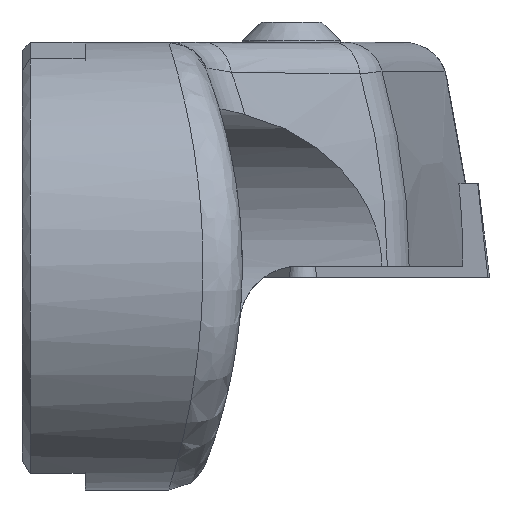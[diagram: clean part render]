
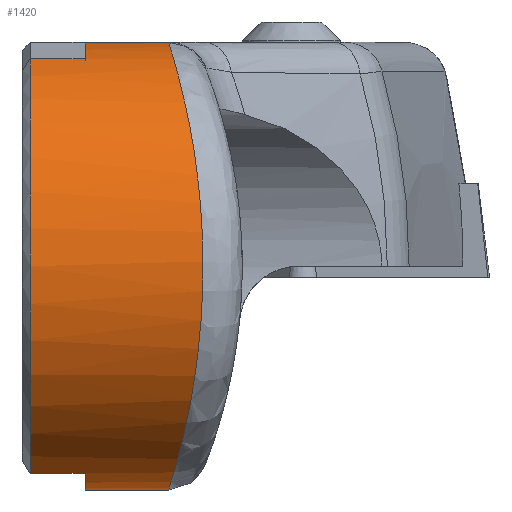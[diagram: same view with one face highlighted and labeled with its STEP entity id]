
A CAD part, left-side view. The second image highlights one B-rep face of the part: STEP entity #1420.
In plain terms, the highlighted cylindrical face has radius 5.7 mm (diameter 11.4 mm), a partial arc.
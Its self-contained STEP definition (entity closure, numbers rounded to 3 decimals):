
#618=VERTEX_POINT('NONE',#1784);
#628=VERTEX_POINT('NONE',#1797);
#656=EDGE_CURVE('NONE',#680,#1518,#1825,.F.);
#680=VERTEX_POINT('NONE',#1851);
#762=EDGE_CURVE('NONE',#628,#1224,#1937,.F.);
#768=EDGE_CURVE('NONE',#1670,#680,#1943,.F.);
#780=VERTEX_POINT('NONE',#1955);
#926=EDGE_CURVE('NONE',#1710,#1670,#2124,.T.);
#986=EDGE_CURVE('NONE',#618,#1048,#2188,.T.);
#1014=EDGE_CURVE('NONE',#780,#618,#2219,.T.);
#1048=VERTEX_POINT('NONE',#2255);
#1224=VERTEX_POINT('NONE',#2452);
#1420=ADVANCED_FACE('NONE',(#2671),#2672,.T.);
#1464=EDGE_CURVE('NONE',#780,#1518,#2720,.T.);
#1518=VERTEX_POINT('NONE',#2784);
#1670=VERTEX_POINT('NONE',#2949);
#1710=VERTEX_POINT('NONE',#2993);
#1722=EDGE_CURVE('NONE',#1048,#628,#3006,.F.);
#1746=EDGE_CURVE('NONE',#1224,#1710,#3031,.F.);
#1784=CARTESIAN_POINT('',(-0.459,-3.746,5.682));
#1797=CARTESIAN_POINT('',(0.,-1.6,5.7));
#1825=CIRCLE('',#3128,5.7);
#1851=CARTESIAN_POINT('',(-2.15,-1.6,-5.279));
#1937=CIRCLE('',#3786,5.7);
#1943=LINE('',#3793,#3794);
#1955=CARTESIAN_POINT('',(0.,-3.721,-5.7));
#2124=CIRCLE('',#5864,5.7);
#2188=B_SPLINE_CURVE_WITH_KNOTS('',3,(#5999,#6000,#6001,#6002),.UNSPECIFIED.,.F.,.F.,(4,4),(0.0,1.0),.UNSPECIFIED.);
#2219=B_SPLINE_CURVE_WITH_KNOTS('',3,(#6046,#6047,#6048,#6049,#6050,#6051,#6052,#6053,#6054,#6055,#6056,#6057,#6058,#6059,#6060,#6061,#6062,#6063,#6064,#6065,#6066,#6067,#6068,#6069,#6070,#6071,#6072,#6073,#6074,#6075,#6076),.UNSPECIFIED.,.F.,.F.,(4,3,3,3,3,3,3,3,3,3,4),(0.298,0.33,0.432,0.551,0.649,0.749,0.856,0.923,0.933,0.967,1.0),.UNSPECIFIED.);
#2255=CARTESIAN_POINT('',(0.,-3.746,5.7));
#2452=CARTESIAN_POINT('',(-2.15,-1.6,5.279));
#2671=FACE_OUTER_BOUND('',#9746,.T.);
#2672=CYLINDRICAL_SURFACE('',#9747,5.7);
#2720=LINE('',#9809,#9810);
#2784=CARTESIAN_POINT('',(0.,-1.6,-5.7));
#2949=CARTESIAN_POINT('',(-2.15,-0.2,-5.279));
#2993=CARTESIAN_POINT('',(-2.15,-0.2,5.279));
#3006=LINE('',#11800,#11801);
#3031=LINE('',#11852,#11853);
#3128=AXIS2_PLACEMENT_3D('',#11916,#11917,#11918);
#3786=AXIS2_PLACEMENT_3D('',#12007,#12008,#12009);
#3793=CARTESIAN_POINT('',(-2.15,-15.0,-5.279));
#3794=VECTOR('',#12010,1.0);
#5864=AXIS2_PLACEMENT_3D('',#12243,#12244,#12245);
#5999=CARTESIAN_POINT('',(-0.459,-3.746,5.682));
#6000=CARTESIAN_POINT('',(-0.306,-3.746,5.694));
#6001=CARTESIAN_POINT('',(-0.153,-3.746,5.7));
#6002=CARTESIAN_POINT('',(0.,-3.746,5.7));
#6046=CARTESIAN_POINT('',(0.,-3.721,-5.7));
#6047=CARTESIAN_POINT('',(-0.267,-3.721,-5.7));
#6048=CARTESIAN_POINT('',(-0.534,-3.727,-5.681));
#6049=CARTESIAN_POINT('',(-0.798,-3.738,-5.644));
#6050=CARTESIAN_POINT('',(-1.639,-3.776,-5.525));
#6051=CARTESIAN_POINT('',(-2.449,-3.875,-5.216));
#6052=CARTESIAN_POINT('',(-3.151,-3.996,-4.75));
#6053=CARTESIAN_POINT('',(-3.968,-4.137,-4.208));
#6054=CARTESIAN_POINT('',(-4.64,-4.305,-3.453));
#6055=CARTESIAN_POINT('',(-5.085,-4.425,-2.575));
#6056=CARTESIAN_POINT('',(-5.45,-4.524,-1.855));
#6057=CARTESIAN_POINT('',(-5.661,-4.589,-1.051));
#6058=CARTESIAN_POINT('',(-5.695,-4.599,-0.238));
#6059=CARTESIAN_POINT('',(-5.73,-4.609,0.6));
#6060=CARTESIAN_POINT('',(-5.577,-4.561,1.444));
#6061=CARTESIAN_POINT('',(-5.253,-4.471,2.212));
#6062=CARTESIAN_POINT('',(-4.911,-4.376,3.025));
#6063=CARTESIAN_POINT('',(-4.38,-4.236,3.752));
#6064=CARTESIAN_POINT('',(-3.715,-4.102,4.323));
#6065=CARTESIAN_POINT('',(-3.295,-4.017,4.684));
#6066=CARTESIAN_POINT('',(-2.823,-3.936,4.983));
#6067=CARTESIAN_POINT('',(-2.315,-3.871,5.209));
#6068=CARTESIAN_POINT('',(-2.235,-3.86,5.244));
#6069=CARTESIAN_POINT('',(-2.154,-3.85,5.278));
#6070=CARTESIAN_POINT('',(-2.072,-3.84,5.31));
#6071=CARTESIAN_POINT('',(-1.816,-3.81,5.41));
#6072=CARTESIAN_POINT('',(-1.553,-3.781,5.491));
#6073=CARTESIAN_POINT('',(-1.285,-3.767,5.553));
#6074=CARTESIAN_POINT('',(-1.013,-3.753,5.616));
#6075=CARTESIAN_POINT('',(-0.736,-3.753,5.659));
#6076=CARTESIAN_POINT('',(-0.459,-3.746,5.682));
#9746=EDGE_LOOP('',(#12866,#12867,#12868,#12869,#12870,#12871,#12872,#12873,#12874));
#9747=AXIS2_PLACEMENT_3D('',#12875,#12876,#12877);
#9809=CARTESIAN_POINT('',(0.,-15.0,-5.7));
#9810=VECTOR('',#12951,1000.0);
#11800=CARTESIAN_POINT('',(0.,-15.0,5.7));
#11801=VECTOR('',#13277,1.0);
#11852=CARTESIAN_POINT('',(-2.15,-15.0,5.279));
#11853=VECTOR('',#13300,1.0);
#11916=CARTESIAN_POINT('',(0.0,-1.6,0.0));
#11917=DIRECTION('',(0.,1.0,0.));
#11918=DIRECTION('',(0.,0.0,-1.0));
#12007=CARTESIAN_POINT('',(0.0,-1.6,0.0));
#12008=DIRECTION('',(0.,1.0,0.));
#12009=DIRECTION('',(0.,0.0,-1.0));
#12010=DIRECTION('',(-0.0,1.0,0.0));
#12243=CARTESIAN_POINT('',(0.0,-0.2,0.0));
#12244=DIRECTION('',(0.0,-1.0,-0.0));
#12245=DIRECTION('',(0.,0.0,-1.0));
#12866=ORIENTED_EDGE('',*,*,#1464,.F.);
#12867=ORIENTED_EDGE('',*,*,#1014,.T.);
#12868=ORIENTED_EDGE('',*,*,#986,.T.);
#12869=ORIENTED_EDGE('',*,*,#1722,.T.);
#12870=ORIENTED_EDGE('',*,*,#762,.T.);
#12871=ORIENTED_EDGE('',*,*,#1746,.T.);
#12872=ORIENTED_EDGE('',*,*,#926,.T.);
#12873=ORIENTED_EDGE('',*,*,#768,.T.);
#12874=ORIENTED_EDGE('',*,*,#656,.T.);
#12875=CARTESIAN_POINT('',(0.0,-15.0,0.0));
#12876=DIRECTION('',(-0.0,1.0,0.0));
#12877=DIRECTION('',(0.,0.0,-1.0));
#12951=DIRECTION('',(0.0,1.0,0.0));
#13277=DIRECTION('',(0.0,-1.0,0.0));
#13300=DIRECTION('',(0.0,-1.0,0.0));
